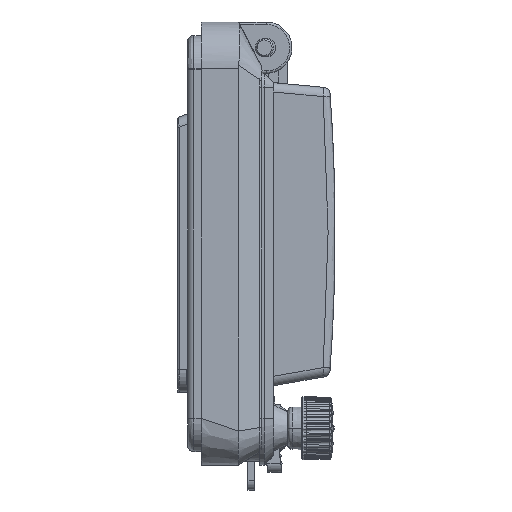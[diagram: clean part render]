
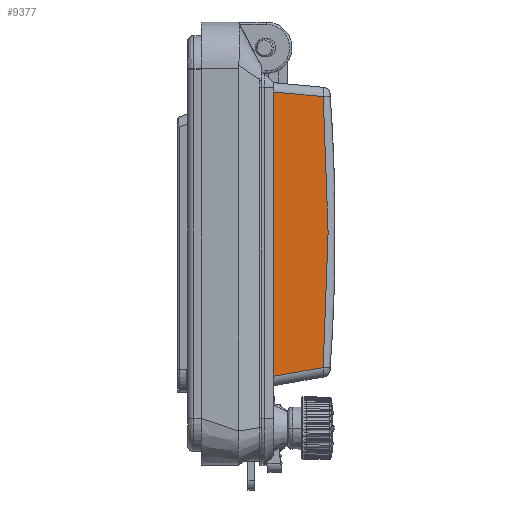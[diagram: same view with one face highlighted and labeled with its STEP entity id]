
A CAD part, left-side view. The second image highlights one B-rep face of the part: STEP entity #9377.
In plain terms, the highlighted face is planar.
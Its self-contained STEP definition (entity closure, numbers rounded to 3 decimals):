
#3704 = DIRECTION ( 'NONE',  ( -0.092, 0., 0.996 ) ) ;
#5270 = CARTESIAN_POINT ( 'NONE',  ( 0., 149., 0. ) ) ;
#7692 = CARTESIAN_POINT ( 'NONE',  ( -28.96, 149., -10.635 ) ) ;
#9377 = ADVANCED_FACE ( 'NONE', ( #40740 ), #62150, .T. ) ;
#10151 = EDGE_CURVE ( 'NONE', #65792, #45451, #90642, .T. ) ;
#13835 = EDGE_CURVE ( 'NONE', #74840, #90254, #39332, .T. ) ;
#19968 = ORIENTED_EDGE ( 'NONE', *, *, #42815, .T. ) ;
#20298 = VECTOR ( 'NONE', #3704, 1000. ) ;
#31100 = ORIENTED_EDGE ( 'NONE', *, *, #13835, .T. ) ;
#32189 = CARTESIAN_POINT ( 'NONE',  ( 31.013, 149., 0. ) ) ;
#39332 = LINE ( 'NONE', #83485, #55332 ) ;
#39839 = CARTESIAN_POINT ( 'NONE',  ( -28.96, 149., -10.635 ) ) ;
#40740 = FACE_OUTER_BOUND ( 'NONE', #63523, .T. ) ;
#42815 = EDGE_CURVE ( 'NONE', #45451, #74840, #47137, .T. ) ;
#43061 = AXIS2_PLACEMENT_3D ( 'NONE', #61223, #68360, #68818 ) ;
#45451 = VERTEX_POINT ( 'NONE', #84011 ) ;
#47137 = LINE ( 'NONE', #5270, #60726 ) ;
#55332 = VECTOR ( 'NONE', #74538, 1000. ) ;
#57152 = CARTESIAN_POINT ( 'NONE',  ( -9.627, 149., -12.028 ) ) ;
#60726 = VECTOR ( 'NONE', #63252, 1000. ) ;
#61223 = CARTESIAN_POINT ( 'NONE',  ( 0., 149., 0. ) ) ;
#62150 = PLANE ( 'NONE',  #43061 ) ;
#62549 = CARTESIAN_POINT ( 'NONE',  ( 29.139, 149., -10.629 ) ) ;
#63252 = DIRECTION ( 'NONE',  ( 1., 0., 0. ) ) ;
#63523 = EDGE_LOOP ( 'NONE', ( #87006, #70206, #19968, #31100 ) ) ;
#65792 = VERTEX_POINT ( 'NONE', #89699 ) ;
#68360 = DIRECTION ( 'NONE',  ( 0., 1., 0. ) ) ;
#68818 = DIRECTION ( 'NONE',  ( 0., 0., 1. ) ) ;
#70206 = ORIENTED_EDGE ( 'NONE', *, *, #10151, .T. ) ;
#72342 = CARTESIAN_POINT ( 'NONE',  ( 29.139, 149., -10.629 ) ) ;
#74538 = DIRECTION ( 'NONE',  ( -0.174, 0., -0.985 ) ) ;
#74840 = VERTEX_POINT ( 'NONE', #32189 ) ;
#83485 = CARTESIAN_POINT ( 'NONE',  ( 31.013, 149., 0. ) ) ;
#84011 = CARTESIAN_POINT ( 'NONE',  ( -29.947, 149., 0. ) ) ;
#86573 = CARTESIAN_POINT ( 'NONE',  ( 9.806, 149., -12.026 ) ) ;
#87006 = ORIENTED_EDGE ( 'NONE', *, *, #90662, .F. ) ;
#88893 = B_SPLINE_CURVE_WITH_KNOTS ( 'NONE', 3,
 ( #7692, #57152, #86573, #72342 ),
 .UNSPECIFIED., .F., .F.,
 ( 4, 4 ),
 ( 0., 1. ),
 .UNSPECIFIED. ) ;
#89699 = CARTESIAN_POINT ( 'NONE',  ( -28.96, 149., -10.635 ) ) ;
#90254 = VERTEX_POINT ( 'NONE', #62549 ) ;
#90642 = LINE ( 'NONE', #39839, #20298 ) ;
#90662 = EDGE_CURVE ( 'NONE', #65792, #90254, #88893, .T. ) ;
